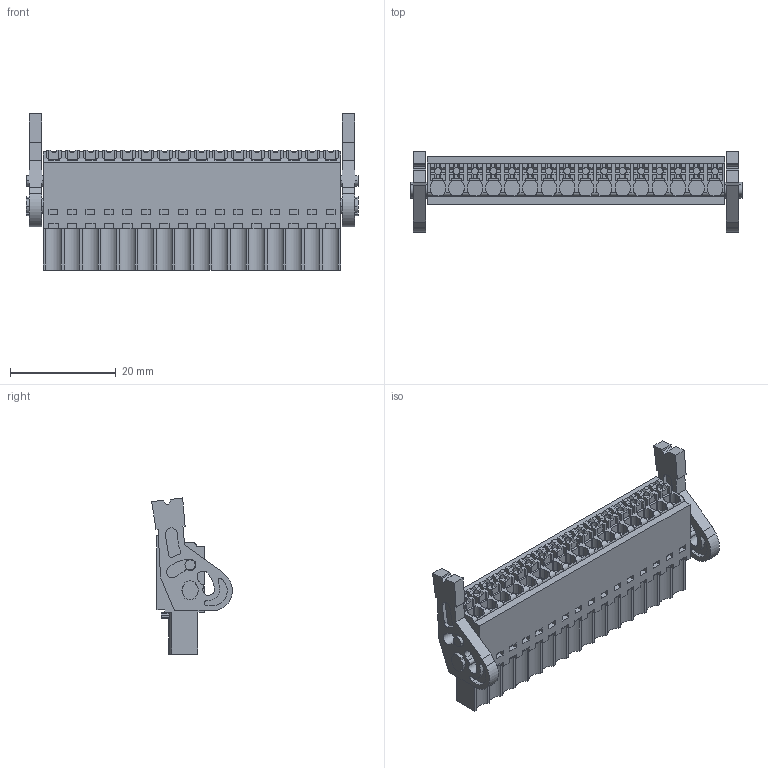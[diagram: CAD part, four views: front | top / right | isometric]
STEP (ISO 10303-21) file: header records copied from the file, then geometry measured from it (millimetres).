
FILE_DESCRIPTION(('CATIA V5 STEP Exchange','CAx-IF Rec.Pracs.--- Model Styling and Organization---1.2---2011-12-15'),'2;1');
FILE_NAME ('D1462609_0', '2017-04-26T07:16:55+00:00', ('none'), ('Weidmueller'), 'CATIA Version 5-6 Release 2014', 'CATIA V5 STEP AP214', 'none');
FILE_SCHEMA(('AUTOMOTIVE_DESIGN { 1 0 10303 214 1 1 1 1 }'));
Length unit declared in the file: millimetre
Products named in the file (1): 2460090000
Bounding box: 62.9 x 15.3 x 29.59 mm (x, y, z)
Volume: 8956.2 mm3; surface area: 7844.6 mm2
Topology: 19 solids, 19 shells, 1650 faces, 4809 edges, 3241 vertices
Faces by surface type: plane 1435, cylinder 215
Entity records: 49859 total; most frequent: CARTESIAN_POINT 9940, ORIENTED_EDGE 9618, DIRECTION 6113, EDGE_CURVE 4809, VECTOR 3922, LINE 3922, VERTEX_POINT 3241, EDGE_LOOP 1738
